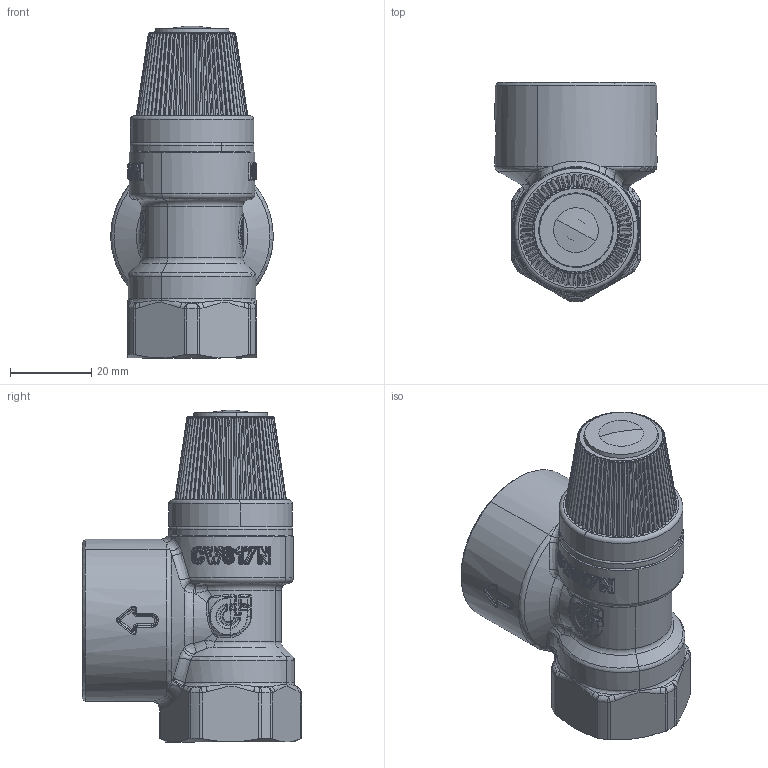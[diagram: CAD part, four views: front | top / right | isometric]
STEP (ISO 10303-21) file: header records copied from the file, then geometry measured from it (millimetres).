
FILE_DESCRIPTION(('CATIA V5 STEP Exchange','CAx-IF Rec.Pracs.--- Model Styling and Organization---1.5--- 2016-08-15','CAx-IF Rec.Pracs.---Supplemental Geometry---1.0---2011-11-01','CAx-IF Rec.Pracs.--- Composite Materials ---3.4---2017-06-13','CAx-IF Rec.Pracs.---Tessellated 3D Geometry---1.0---2015-12-17'),'2;1');
FILE_NAME('STEP_530530_-_TST.stp','2025-03-20T13:08:29+00:00',('none'),('none'),'CATIA Version 5-6 Release 2020 SP5','CATIA V5 STEP AP242 v2','none');
FILE_SCHEMA(('AP242_MANAGED_MODEL_BASED_3D_ENGINEERING_MIM_LF {1 0 10303 442 1 1 4}'));
Products named in the file (1): 530530 - TST
Bounding box: 40 x 53.99 x 81.85 mm (x, y, z)
Volume: 81580.4 mm3; surface area: 13843.8 mm2
Topology: 1 solids, 2 shells, 1428 faces, 3527 edges, 2030 vertices
Faces by surface type: bspline 951, cylinder 197, torus 108, sphere 77, plane 71, cone 24
Entity records: 111429 total; most frequent: CARTESIAN_POINT 87486, ORIENTED_EDGE 6862, EDGE_CURVE 3431, B_SPLINE_CURVE_WITH_KNOTS 2708, VERTEX_POINT 2030, EDGE_LOOP 1451, DIRECTION 1439, ADVANCED_FACE 1428
